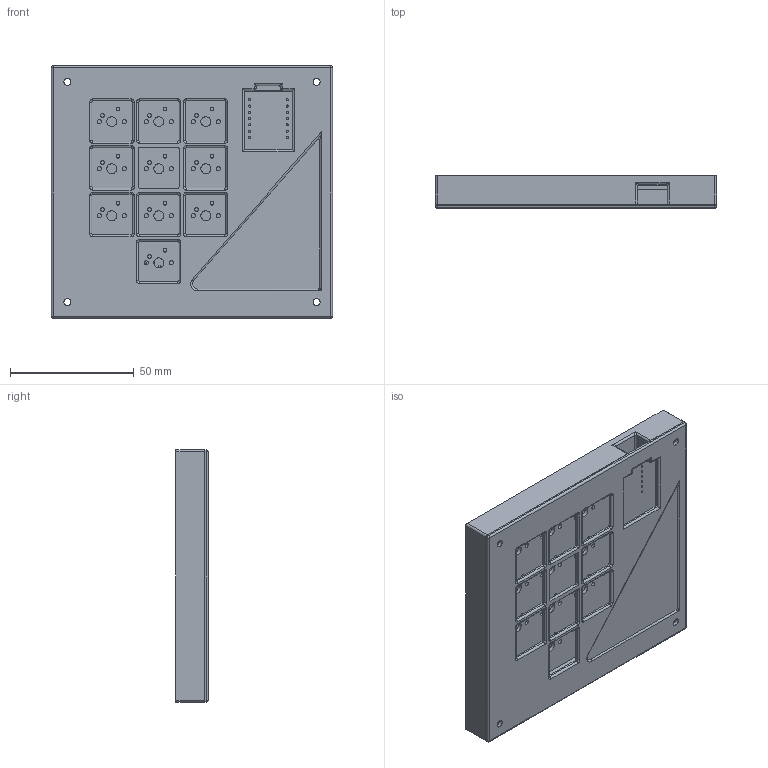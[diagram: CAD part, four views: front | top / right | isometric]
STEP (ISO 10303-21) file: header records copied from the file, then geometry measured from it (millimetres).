
FILE_DESCRIPTION(/* description */ ('STEP AP242','CAx-IF Rec.Pracs.---Representation and Presentation of Product Manufacturing Information (PMI)---4.0---2014-10-13','CAx-IF Rec.Pracs.---3D Tessellated Geometry---0.4---2014-09-14','2;1'),/* implementation_level */ '2;1');
FILE_NAME(/* name */ '6835436ab2a4bd4b006806a0',/* time_stamp */ '2025-05-27T04:45:31Z',/* author */ (''),/* organization */ (''),/* preprocessor_version */ 'ST-DEVELOPER v20',/* originating_system */ 'ONSHAPE BY PTC INC, 1.198',/* authorisation */ ' ');
FILE_SCHEMA (('AP242_MANAGED_MODEL_BASED_3D_ENGINEERING_MIM_LF { 1 0 10303 442 1 1 4 }'));
Length unit declared in the file: metre
Products named in the file (4): NUMBERPAD; Part 1; plainhackpad_PCB
Assembly tree (3 placements, depth 2):
  NUMBERPAD
    Part 1
    Part 1
    plainhackpad_PCB
Bounding box: 113.79 x 13 x 102.16 mm (x, y, z)
Volume: 97280.6 mm3; surface area: 65314 mm2
Topology: 3 solids, 3 shells, 946 faces, 2599 edges, 1688 vertices
Faces by surface type: plane 336, bspline 308, cylinder 259, torus 37, sphere 6
Full cylindrical faces by diameter (mm): 0.889 x14, 1.5 x20, 1.7 x20, 2.9 x8, 4 x10
Entity records: 31079 total; most frequent: CARTESIAN_POINT 8608, ORIENTED_EDGE 5030, DIRECTION 3743, EDGE_CURVE 2515, VERTEX_POINT 1688, LINE 1355, VECTOR 1355, EDGE_LOOP 1225
